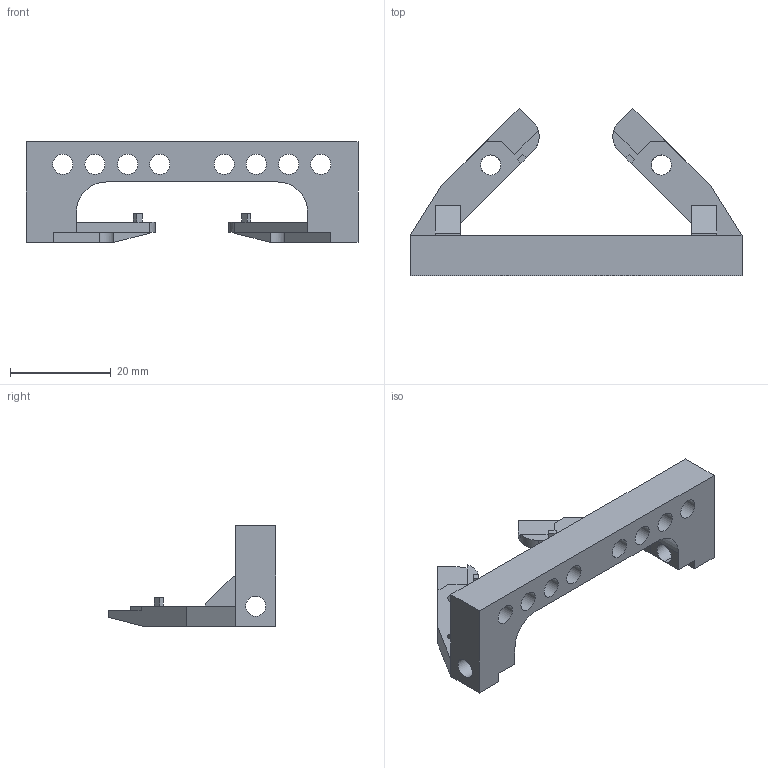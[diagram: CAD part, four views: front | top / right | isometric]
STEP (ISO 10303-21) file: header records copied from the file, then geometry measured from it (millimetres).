
FILE_DESCRIPTION(('FreeCAD Model'),'2;1');
FILE_NAME('Open CASCADE Shape Model','2021-09-01T23:02:28',('Author'),( ''),'Open CASCADE STEP processor 7.5','FreeCAD','Unknown');
FILE_SCHEMA(('AUTOMOTIVE_DESIGN { 1 0 10303 214 1 1 1 1 }'));
Length unit declared in the file: millimetre
Products named in the file (1): holder
Bounding box: 66 x 33.34 x 20 mm (x, y, z)
Volume: 6505 mm3; surface area: 5309.5 mm2
Topology: 1 solids, 1 shells, 86 faces, 241 edges, 153 vertices
Faces by surface type: plane 70, cylinder 16
Full cylindrical faces by diameter (mm): 4 x12
Entity records: 5996 total; most frequent: CARTESIAN_POINT 1100, DIRECTION 917, LINE 636, VECTOR 636, ORIENTED_EDGE 482, PCURVE 482, DEFINITIONAL_REPRESENTATION 482, EDGE_CURVE 241
